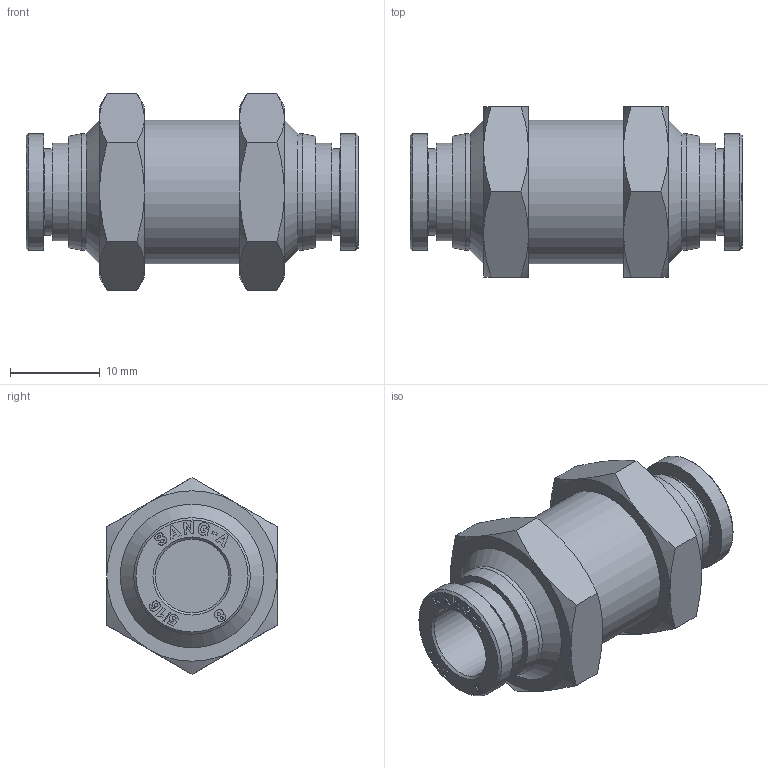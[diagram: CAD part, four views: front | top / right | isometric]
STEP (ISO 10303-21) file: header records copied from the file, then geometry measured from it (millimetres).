
FILE_DESCRIPTION(/* description */ (''),/* implementation_level */ '2;1');
FILE_NAME(/* name */ 'iqss_80.stp',/* time_stamp */ '2016-09-14T12:22:06+02:00',/* author */ ('hamoud'),/* organization */ (''),/* preprocessor_version */ 'ST-DEVELOPER v15.6',/* originating_system */ 'Autodesk Inventor LT ',/* authorisation */ '');
FILE_SCHEMA (('AUTOMOTIVE_DESIGN { 1 0 10303 214 3 1 1 }'));
Length unit declared in the file: millimetre
Products named in the file (1): GPMM_08(3D)
Bounding box: 37 x 19 x 21.94 mm (x, y, z)
Volume: 5337.3 mm3; surface area: 3682.3 mm2
Topology: 1 solids, 1 shells, 801 faces, 2238 edges, 1483 vertices
Faces by surface type: plane 692, bspline 52, cone 34, cylinder 23
Full cylindrical faces by diameter (mm): 8.2 x2, 9.6 x2, 10.9 x2, 13 x4, 16 x1
Entity records: 25804 total; most frequent: CARTESIAN_POINT 5468, ORIENTED_EDGE 4420, DIRECTION 3846, EDGE_CURVE 2210, LINE 1978, VECTOR 1978, VERTEX_POINT 1476, AXIS2_PLACEMENT_3D 934
